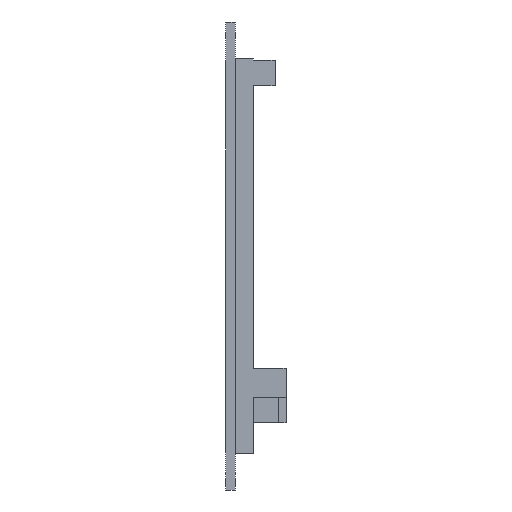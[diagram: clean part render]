
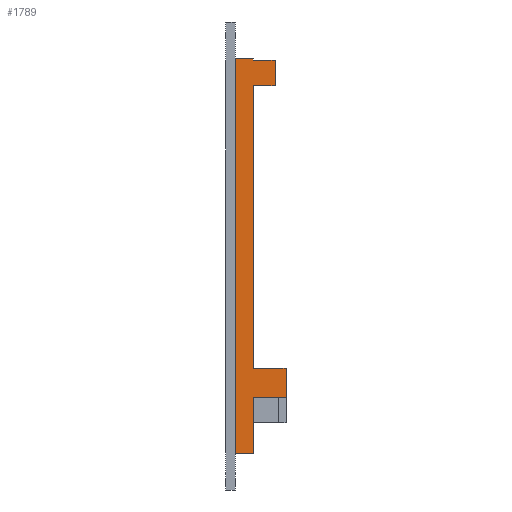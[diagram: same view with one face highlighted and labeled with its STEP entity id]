
A CAD part, left-side view. The second image highlights one B-rep face of the part: STEP entity #1789.
In plain terms, the highlighted planar face has unit normal (-1, 0, 0).
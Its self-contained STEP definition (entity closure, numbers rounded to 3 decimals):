
#43=PLANE('',#1897);
#119=FACE_OUTER_BOUND('',#209,.T.);
#209=EDGE_LOOP('',(#1319,#1320,#1321,#1322,#1323,#1324,#1325,#1326,#1327,
#1328,#1329,#1330));
#339=LINE('',#2569,#571);
#340=LINE('',#2572,#572);
#345=LINE('',#2582,#577);
#346=LINE('',#2584,#578);
#347=LINE('',#2586,#579);
#348=LINE('',#2588,#580);
#349=LINE('',#2590,#581);
#350=LINE('',#2592,#582);
#351=LINE('',#2594,#583);
#352=LINE('',#2596,#584);
#353=LINE('',#2598,#585);
#354=LINE('',#2599,#586);
#571=VECTOR('',#2077,10.);
#572=VECTOR('',#2080,10.);
#577=VECTOR('',#2087,10.);
#578=VECTOR('',#2088,10.);
#579=VECTOR('',#2089,10.);
#580=VECTOR('',#2090,10.);
#581=VECTOR('',#2091,10.);
#582=VECTOR('',#2092,10.);
#583=VECTOR('',#2093,10.);
#584=VECTOR('',#2094,10.);
#585=VECTOR('',#2095,10.);
#586=VECTOR('',#2096,10.);
#833=VERTEX_POINT('',#2565);
#834=VERTEX_POINT('',#2567);
#835=VERTEX_POINT('',#2571);
#839=VERTEX_POINT('',#2581);
#840=VERTEX_POINT('',#2583);
#841=VERTEX_POINT('',#2585);
#842=VERTEX_POINT('',#2587);
#843=VERTEX_POINT('',#2589);
#844=VERTEX_POINT('',#2591);
#845=VERTEX_POINT('',#2593);
#846=VERTEX_POINT('',#2595);
#847=VERTEX_POINT('',#2597);
#1023=EDGE_CURVE('',#834,#833,#339,.T.);
#1024=EDGE_CURVE('',#835,#833,#340,.T.);
#1029=EDGE_CURVE('',#839,#834,#345,.T.);
#1030=EDGE_CURVE('',#840,#839,#346,.T.);
#1031=EDGE_CURVE('',#840,#841,#347,.T.);
#1032=EDGE_CURVE('',#842,#841,#348,.T.);
#1033=EDGE_CURVE('',#843,#842,#349,.T.);
#1034=EDGE_CURVE('',#844,#843,#350,.T.);
#1035=EDGE_CURVE('',#845,#844,#351,.T.);
#1036=EDGE_CURVE('',#846,#845,#352,.T.);
#1037=EDGE_CURVE('',#846,#847,#353,.T.);
#1038=EDGE_CURVE('',#835,#847,#354,.T.);
#1319=ORIENTED_EDGE('',*,*,#1029,.F.);
#1320=ORIENTED_EDGE('',*,*,#1030,.F.);
#1321=ORIENTED_EDGE('',*,*,#1031,.T.);
#1322=ORIENTED_EDGE('',*,*,#1032,.F.);
#1323=ORIENTED_EDGE('',*,*,#1033,.F.);
#1324=ORIENTED_EDGE('',*,*,#1034,.F.);
#1325=ORIENTED_EDGE('',*,*,#1035,.F.);
#1326=ORIENTED_EDGE('',*,*,#1036,.F.);
#1327=ORIENTED_EDGE('',*,*,#1037,.T.);
#1328=ORIENTED_EDGE('',*,*,#1038,.F.);
#1329=ORIENTED_EDGE('',*,*,#1024,.T.);
#1330=ORIENTED_EDGE('',*,*,#1023,.F.);
#1789=ADVANCED_FACE('',(#119),#43,.T.);
#1897=AXIS2_PLACEMENT_3D('',#2580,#2085,#2086);
#2077=DIRECTION('',(0.,0.,-1.));
#2080=DIRECTION('',(0.,-1.,0.));
#2085=DIRECTION('center_axis',(-1.,0.,0.));
#2086=DIRECTION('ref_axis',(0.,0.,-1.));
#2087=DIRECTION('',(0.,-1.,0.));
#2088=DIRECTION('',(0.,0.,-1.));
#2089=DIRECTION('',(0.,-1.,0.));
#2090=DIRECTION('',(0.,0.,-1.));
#2091=DIRECTION('',(0.,-1.,0.));
#2092=DIRECTION('',(0.,0.,-1.));
#2093=DIRECTION('',(0.,-1.,0.));
#2094=DIRECTION('',(0.,0.,1.));
#2095=DIRECTION('',(0.,-1.,0.));
#2096=DIRECTION('',(0.,0.,-1.));
#2565=CARTESIAN_POINT('',(2.,-16.5,-102.95));
#2567=CARTESIAN_POINT('',(2.,-16.5,-94.95));
#2569=CARTESIAN_POINT('',(2.,-16.5,-102.95));
#2571=CARTESIAN_POINT('',(2.,-7.5,-102.95));
#2572=CARTESIAN_POINT('',(2.,-14.5,-102.95));
#2580=CARTESIAN_POINT('Origin',(2.,-2.5,-94.95));
#2581=CARTESIAN_POINT('',(2.,-7.5,-94.95));
#2582=CARTESIAN_POINT('',(2.,-2.5,-94.95));
#2583=CARTESIAN_POINT('',(2.,-7.5,-17.45));
#2584=CARTESIAN_POINT('',(2.,-7.5,-10.));
#2585=CARTESIAN_POINT('',(2.,-13.5,-17.45));
#2586=CARTESIAN_POINT('',(2.,-2.5,-17.45));
#2587=CARTESIAN_POINT('',(2.,-13.5,-10.45));
#2588=CARTESIAN_POINT('',(2.,-13.5,-17.45));
#2589=CARTESIAN_POINT('',(2.,-7.5,-10.45));
#2590=CARTESIAN_POINT('',(2.,-2.5,-10.45));
#2591=CARTESIAN_POINT('',(2.,-7.5,-10.));
#2592=CARTESIAN_POINT('',(2.,-7.5,-10.));
#2593=CARTESIAN_POINT('',(2.,-2.5,-10.));
#2594=CARTESIAN_POINT('',(2.,-2.5,-10.));
#2595=CARTESIAN_POINT('',(2.,-2.5,-118.4));
#2596=CARTESIAN_POINT('',(2.,-2.5,-79.575));
#2597=CARTESIAN_POINT('',(2.,-7.5,-118.4));
#2598=CARTESIAN_POINT('',(2.,-2.5,-118.4));
#2599=CARTESIAN_POINT('',(2.,-7.5,-10.));
